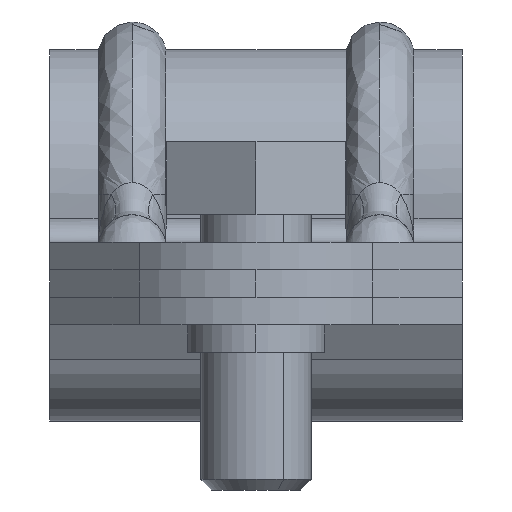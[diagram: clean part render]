
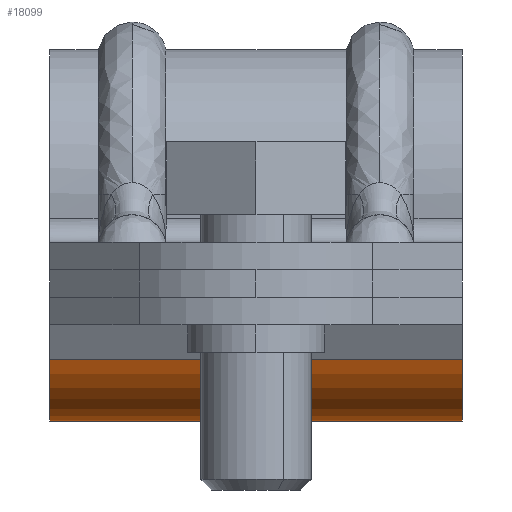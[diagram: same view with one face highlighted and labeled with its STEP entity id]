
A CAD part, left-side view. The second image highlights one B-rep face of the part: STEP entity #18099.
In plain terms, the highlighted cylindrical face has radius 7 mm (diameter 14 mm), a partial arc.
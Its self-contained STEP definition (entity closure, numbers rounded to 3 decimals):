
#620 = VERTEX_POINT ( 'NONE', #6020 ) ;
#676 = CARTESIAN_POINT ( 'NONE',  ( 87.286, 63.568, 22.373 ) ) ;
#987 = LINE ( 'NONE', #21105, #19838 ) ;
#1654 = CARTESIAN_POINT ( 'NONE',  ( 87.286, 60.568, 22.373 ) ) ;
#2351 = ORIENTED_EDGE ( 'NONE', *, *, #13480, .T. ) ;
#2485 = EDGE_CURVE ( 'NONE', #11223, #620, #7477, .T. ) ;
#2901 = CYLINDRICAL_SURFACE ( 'NONE', #18584, 7. ) ;
#3505 = DIRECTION ( 'NONE',  ( 0., 0., 1. ) ) ;
#4978 = CARTESIAN_POINT ( 'NONE',  ( 80.748, 60.568, 24.873 ) ) ;
#5268 = ORIENTED_EDGE ( 'NONE', *, *, #2485, .T. ) ;
#5885 = DIRECTION ( 'NONE',  ( 0., 1., 0. ) ) ;
#6020 = CARTESIAN_POINT ( 'NONE',  ( 87.286, 60.568, 29.373 ) ) ;
#6917 = VECTOR ( 'NONE', #5885, 1000. ) ;
#7477 = LINE ( 'NONE', #13191, #6917 ) ;
#7559 = CARTESIAN_POINT ( 'NONE',  ( 87.286, 30.568, 29.373 ) ) ;
#8277 = CARTESIAN_POINT ( 'NONE',  ( 87.286, 30.568, 22.373 ) ) ;
#8635 = AXIS2_PLACEMENT_3D ( 'NONE', #1654, #14371, #3505 ) ;
#9557 = EDGE_LOOP ( 'NONE', ( #11805, #5268, #2351, #11866 ) ) ;
#10098 = DIRECTION ( 'NONE',  ( 0., 0., 1. ) ) ;
#11223 = VERTEX_POINT ( 'NONE', #7559 ) ;
#11805 = ORIENTED_EDGE ( 'NONE', *, *, #21177, .T. ) ;
#11866 = ORIENTED_EDGE ( 'NONE', *, *, #14541, .F. ) ;
#13191 = CARTESIAN_POINT ( 'NONE',  ( 87.286, 63.568, 29.373 ) ) ;
#13342 = AXIS2_PLACEMENT_3D ( 'NONE', #8277, #21080, #10098 ) ;
#13480 = EDGE_CURVE ( 'NONE', #620, #21659, #16773, .T. ) ;
#13762 = DIRECTION ( 'NONE',  ( 0., 1., 0. ) ) ;
#14371 = DIRECTION ( 'NONE',  ( 0., -1., 0. ) ) ;
#14541 = EDGE_CURVE ( 'NONE', #15749, #21659, #987, .T. ) ;
#15749 = VERTEX_POINT ( 'NONE', #17946 ) ;
#16773 = CIRCLE ( 'NONE', #8635, 7. ) ;
#17270 = CIRCLE ( 'NONE', #13342, 7. ) ;
#17946 = CARTESIAN_POINT ( 'NONE',  ( 80.748, 30.568, 24.873 ) ) ;
#18099 = ADVANCED_FACE ( 'NONE', ( #19166 ), #2901, .T. ) ;
#18584 = AXIS2_PLACEMENT_3D ( 'NONE', #676, #22570, #20792 ) ;
#19166 = FACE_OUTER_BOUND ( 'NONE', #9557, .T. ) ;
#19838 = VECTOR ( 'NONE', #13762, 1000. ) ;
#20792 = DIRECTION ( 'NONE',  ( 0., 0., 1. ) ) ;
#21080 = DIRECTION ( 'NONE',  ( 0., 1., 0. ) ) ;
#21105 = CARTESIAN_POINT ( 'NONE',  ( 80.748, 63.568, 24.873 ) ) ;
#21177 = EDGE_CURVE ( 'NONE', #15749, #11223, #17270, .T. ) ;
#21659 = VERTEX_POINT ( 'NONE', #4978 ) ;
#22570 = DIRECTION ( 'NONE',  ( 0., 1., 0. ) ) ;
